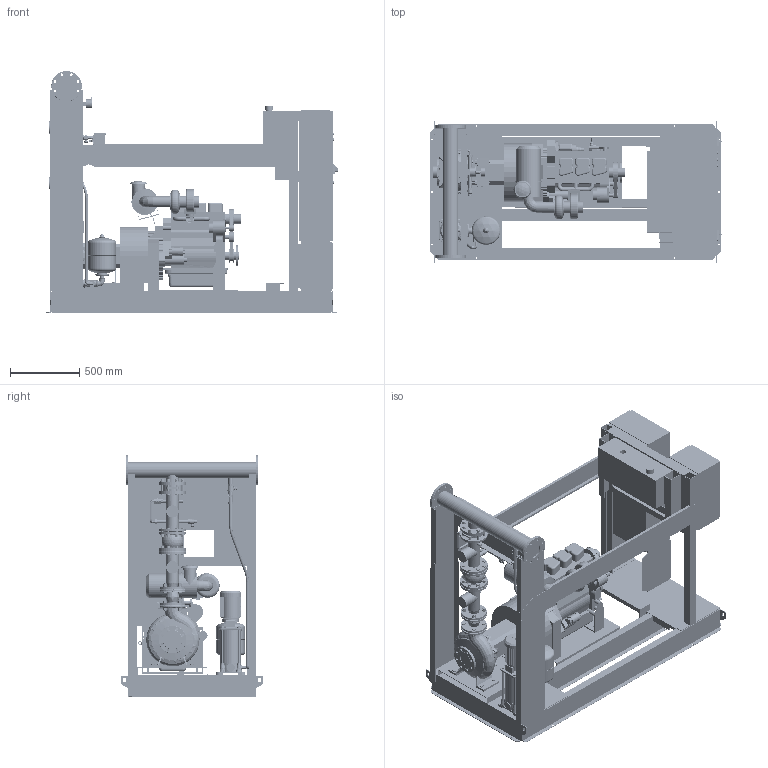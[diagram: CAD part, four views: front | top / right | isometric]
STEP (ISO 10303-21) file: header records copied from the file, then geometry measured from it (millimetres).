
FILE_DESCRIPTION((''),'2;1');
FILE_NAME('3d_Sifire-EN-65_250-252-47.7_1.1DJ-4183893.stp','2015-05-26T10:13:12',(''),(''),'Mechanical Desktop 2009','Mechanical Desktop 2009',', , ');
FILE_SCHEMA(('CONFIG_CONTROL_DESIGN'));
Length unit declared in the file: millimetre
Products named in the file (1): Product
Bounding box: 2105.5 x 1026 x 1750 mm (x, y, z)
Volume: 376841497.8 mm3; surface area: 28869556.1 mm2
Topology: 196 solids, 197 shells, 5016 faces, 12267 edges, 7766 vertices
Faces by surface type: plane 1982, bspline 1243, cylinder 1125, cone 498, torus 139, sphere 29
Entity records: 161417 total; most frequent: CARTESIAN_POINT 48296, ORIENTED_EDGE 24470, DIRECTION 22106, EDGE_CURVE 12235, VERTEX_POINT 7764, AXIS2_PLACEMENT_3D 7675, VECTOR 6756, LINE 6756
